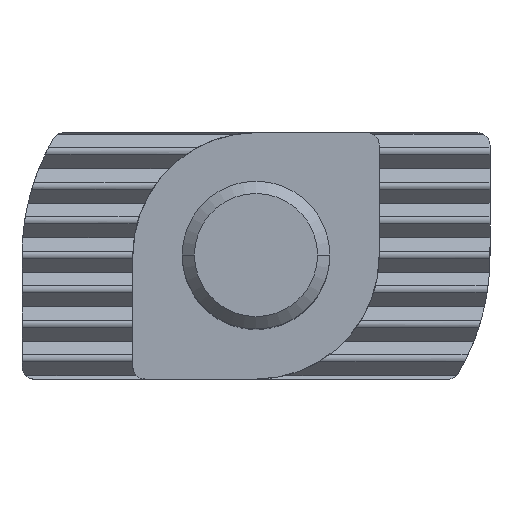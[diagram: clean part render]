
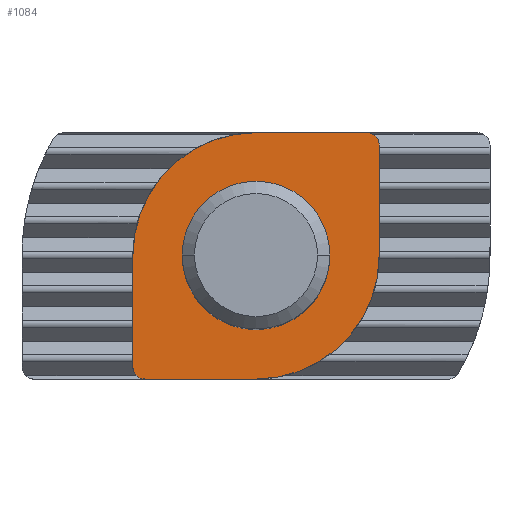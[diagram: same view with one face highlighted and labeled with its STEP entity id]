
A CAD part, top view. The second image highlights one B-rep face of the part: STEP entity #1084.
In plain terms, the highlighted planar face has unit normal (0, 0, 1).
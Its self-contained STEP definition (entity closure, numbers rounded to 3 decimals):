
#8 = ORIENTED_EDGE ( 'NONE', *, *, #2069, .T. ) ;
#18 = EDGE_LOOP ( 'NONE', ( #1229, #628, #42, #8, #2258, #187, #233, #2205 ) ) ;
#42 = ORIENTED_EDGE ( 'NONE', *, *, #2142, .T. ) ;
#46 = AXIS2_PLACEMENT_3D ( 'NONE', #808, #1680, #1633 ) ;
#59 = ORIENTED_EDGE ( 'NONE', *, *, #2718, .F. ) ;
#66 = CARTESIAN_POINT ( 'NONE',  ( 0., 5., 7.3 ) ) ;
#119 = CARTESIAN_POINT ( 'NONE',  ( 0., 0., 7.3 ) ) ;
#187 = ORIENTED_EDGE ( 'NONE', *, *, #1801, .T. ) ;
#208 = DIRECTION ( 'NONE',  ( 0., -1., 0. ) ) ;
#233 = ORIENTED_EDGE ( 'NONE', *, *, #242, .T. ) ;
#242 = EDGE_CURVE ( 'NONE', #678, #1532, #367, .T. ) ;
#288 = DIRECTION ( 'NONE',  ( 0., 0., 1. ) ) ;
#289 = CARTESIAN_POINT ( 'NONE',  ( 0., 5., 7.3 ) ) ;
#303 = CARTESIAN_POINT ( 'NONE',  ( 3., 0., 7.3 ) ) ;
#334 = VERTEX_POINT ( 'NONE', #1473 ) ;
#338 = CIRCLE ( 'NONE', #2211, 3. ) ;
#367 = LINE ( 'NONE', #2279, #1647 ) ;
#390 = CARTESIAN_POINT ( 'NONE',  ( 5., 5., 7.3 ) ) ;
#488 = AXIS2_PLACEMENT_3D ( 'NONE', #2680, #2689, #2658 ) ;
#580 = CIRCLE ( 'NONE', #2024, 0.5 ) ;
#591 = DIRECTION ( 'NONE',  ( 0., 1., 0. ) ) ;
#611 = VECTOR ( 'NONE', #2743, 1000. ) ;
#628 = ORIENTED_EDGE ( 'NONE', *, *, #1904, .T. ) ;
#672 = CARTESIAN_POINT ( 'NONE',  ( 5., 0., 7.3 ) ) ;
#678 = VERTEX_POINT ( 'NONE', #1773 ) ;
#734 = CARTESIAN_POINT ( 'NONE',  ( -3., 0., 7.3 ) ) ;
#735 = EDGE_CURVE ( 'NONE', #1333, #2846, #1176, .T. ) ;
#780 = AXIS2_PLACEMENT_3D ( 'NONE', #119, #288, #1010 ) ;
#802 = CIRCLE ( 'NONE', #780, 3. ) ;
#808 = CARTESIAN_POINT ( 'NONE',  ( 0., 0., 7.3 ) ) ;
#822 = DIRECTION ( 'NONE',  ( 1., 0., 0. ) ) ;
#838 = PLANE ( 'NONE',  #46 ) ;
#975 = DIRECTION ( 'NONE',  ( 0., 0., 1. ) ) ;
#1010 = DIRECTION ( 'NONE',  ( -1., 0., 0. ) ) ;
#1019 = VERTEX_POINT ( 'NONE', #734 ) ;
#1041 = CARTESIAN_POINT ( 'NONE',  ( 0., 0., 7.3 ) ) ;
#1058 = CARTESIAN_POINT ( 'NONE',  ( 5., 4.5, 7.3 ) ) ;
#1083 = VECTOR ( 'NONE', #208, 1000. ) ;
#1084 = ADVANCED_FACE ( 'NONE', ( #1217, #2325 ), #838, .F. ) ;
#1110 = CARTESIAN_POINT ( 'NONE',  ( 0., 0., 7.3 ) ) ;
#1112 = VERTEX_POINT ( 'NONE', #1058 ) ;
#1124 = DIRECTION ( 'NONE',  ( 0., 0., 1. ) ) ;
#1127 = DIRECTION ( 'NONE',  ( -1., 0., 0. ) ) ;
#1152 = CARTESIAN_POINT ( 'NONE',  ( 4.5, 4.5, 7.3 ) ) ;
#1172 = DIRECTION ( 'NONE',  ( 0., 0., 1. ) ) ;
#1176 = LINE ( 'NONE', #2000, #1083 ) ;
#1197 = CARTESIAN_POINT ( 'NONE',  ( -5., -4.5, 7.3 ) ) ;
#1200 = EDGE_CURVE ( 'NONE', #1532, #1724, #2842, .T. ) ;
#1217 = FACE_OUTER_BOUND ( 'NONE', #18, .T. ) ;
#1229 = ORIENTED_EDGE ( 'NONE', *, *, #2046, .T. ) ;
#1333 = VERTEX_POINT ( 'NONE', #2264 ) ;
#1353 = LINE ( 'NONE', #390, #2543 ) ;
#1373 = DIRECTION ( 'NONE',  ( 0., 0., 1. ) ) ;
#1460 = DIRECTION ( 'NONE',  ( -1., 0., 0. ) ) ;
#1473 = CARTESIAN_POINT ( 'NONE',  ( 4.5, 5., 7.3 ) ) ;
#1532 = VERTEX_POINT ( 'NONE', #1627 ) ;
#1601 = DIRECTION ( 'NONE',  ( -1., 0., 0. ) ) ;
#1627 = CARTESIAN_POINT ( 'NONE',  ( 0., -5., 7.3 ) ) ;
#1633 = DIRECTION ( 'NONE',  ( -1., 0., 0. ) ) ;
#1642 = AXIS2_PLACEMENT_3D ( 'NONE', #1041, #975, #822 ) ;
#1647 = VECTOR ( 'NONE', #1708, 1000. ) ;
#1673 = LINE ( 'NONE', #289, #611 ) ;
#1680 = DIRECTION ( 'NONE',  ( 0., 0., -1. ) ) ;
#1708 = DIRECTION ( 'NONE',  ( 1., 0., 0. ) ) ;
#1724 = VERTEX_POINT ( 'NONE', #672 ) ;
#1741 = EDGE_CURVE ( 'NONE', #1019, #2300, #338, .T. ) ;
#1773 = CARTESIAN_POINT ( 'NONE',  ( -4.5, -5., 7.3 ) ) ;
#1801 = EDGE_CURVE ( 'NONE', #2846, #678, #580, .T. ) ;
#1879 = AXIS2_PLACEMENT_3D ( 'NONE', #1152, #1172, #1460 ) ;
#1881 = EDGE_LOOP ( 'NONE', ( #1894, #59 ) ) ;
#1894 = ORIENTED_EDGE ( 'NONE', *, *, #1741, .F. ) ;
#1904 = EDGE_CURVE ( 'NONE', #1112, #334, #2089, .T. ) ;
#1971 = VERTEX_POINT ( 'NONE', #66 ) ;
#2000 = CARTESIAN_POINT ( 'NONE',  ( -5., 0., 7.3 ) ) ;
#2024 = AXIS2_PLACEMENT_3D ( 'NONE', #2716, #1373, #1601 ) ;
#2046 = EDGE_CURVE ( 'NONE', #1724, #1112, #1353, .T. ) ;
#2069 = EDGE_CURVE ( 'NONE', #1971, #1333, #2475, .T. ) ;
#2089 = CIRCLE ( 'NONE', #1879, 0.5 ) ;
#2142 = EDGE_CURVE ( 'NONE', #334, #1971, #1673, .T. ) ;
#2205 = ORIENTED_EDGE ( 'NONE', *, *, #1200, .T. ) ;
#2211 = AXIS2_PLACEMENT_3D ( 'NONE', #1110, #1124, #1127 ) ;
#2258 = ORIENTED_EDGE ( 'NONE', *, *, #735, .T. ) ;
#2264 = CARTESIAN_POINT ( 'NONE',  ( -5., 0., 7.3 ) ) ;
#2279 = CARTESIAN_POINT ( 'NONE',  ( 0., -5., 7.3 ) ) ;
#2300 = VERTEX_POINT ( 'NONE', #303 ) ;
#2325 = FACE_BOUND ( 'NONE', #1881, .T. ) ;
#2475 = CIRCLE ( 'NONE', #1642, 5. ) ;
#2543 = VECTOR ( 'NONE', #591, 1000. ) ;
#2658 = DIRECTION ( 'NONE',  ( -1., 0., 0. ) ) ;
#2680 = CARTESIAN_POINT ( 'NONE',  ( 0., 0., 7.3 ) ) ;
#2689 = DIRECTION ( 'NONE',  ( 0., 0., 1. ) ) ;
#2716 = CARTESIAN_POINT ( 'NONE',  ( -4.5, -4.5, 7.3 ) ) ;
#2718 = EDGE_CURVE ( 'NONE', #2300, #1019, #802, .T. ) ;
#2743 = DIRECTION ( 'NONE',  ( -1., 0., 0. ) ) ;
#2842 = CIRCLE ( 'NONE', #488, 5. ) ;
#2846 = VERTEX_POINT ( 'NONE', #1197 ) ;
